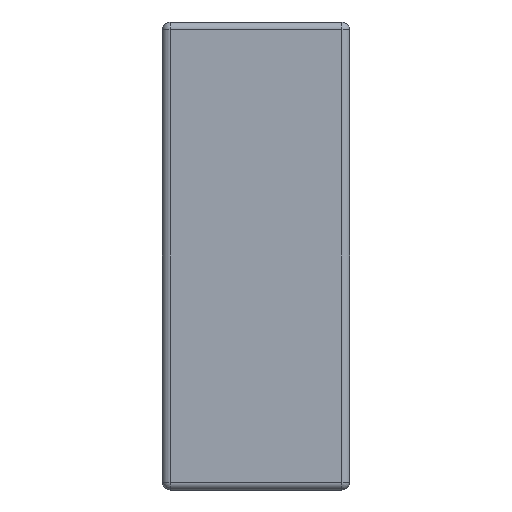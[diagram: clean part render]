
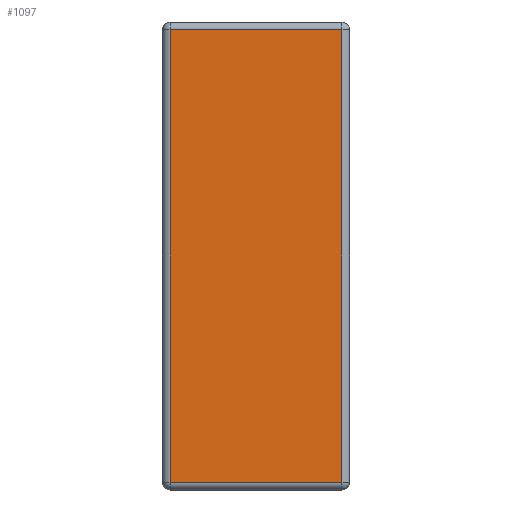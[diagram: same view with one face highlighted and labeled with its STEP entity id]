
A CAD part, left-side view. The second image highlights one B-rep face of the part: STEP entity #1097.
In plain terms, the highlighted planar face has unit normal (-1, 0, 0).
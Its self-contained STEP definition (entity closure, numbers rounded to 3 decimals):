
#390=DIRECTION('',(0.,1.,0.));
#391=VECTOR('',#390,11.);
#392=CARTESIAN_POINT('',(0.,-5.5,14.5));
#393=LINE('',#392,#391);
#397=DIRECTION('',(0.,0.,-1.));
#398=VECTOR('',#397,29.);
#399=CARTESIAN_POINT('',(0.,-5.5,14.5));
#400=LINE('',#399,#398);
#404=DIRECTION('',(0.,-1.,0.));
#405=VECTOR('',#404,11.);
#406=CARTESIAN_POINT('',(0.,5.5,-14.5));
#407=LINE('',#406,#405);
#411=DIRECTION('',(0.,0.,1.));
#412=VECTOR('',#411,29.);
#413=CARTESIAN_POINT('',(0.,5.5,-14.5));
#414=LINE('',#413,#412);
#694=CARTESIAN_POINT('',(0.,5.5,14.5));
#695=VERTEX_POINT('',#694);
#696=CARTESIAN_POINT('',(0.,-5.5,14.5));
#697=VERTEX_POINT('',#696);
#716=CARTESIAN_POINT('',(0.,5.5,-14.5));
#717=VERTEX_POINT('',#716);
#720=CARTESIAN_POINT('',(0.,-5.5,-14.5));
#721=VERTEX_POINT('',#720);
#1084=CARTESIAN_POINT('',(0.,-6.,-15.));
#1085=DIRECTION('',(-1.,0.,0.));
#1086=DIRECTION('',(0.,0.,1.));
#1087=AXIS2_PLACEMENT_3D('',#1084,#1085,#1086);
#1088=PLANE('',#1087);
#1089=ORIENTED_EDGE('',*,*,#1075,.F.);
#1090=ORIENTED_EDGE('',*,*,#842,.T.);
#1092=ORIENTED_EDGE('',*,*,#1091,.F.);
#1094=ORIENTED_EDGE('',*,*,#1093,.T.);
#1095=EDGE_LOOP('',(#1089,#1090,#1092,#1094));
#1096=FACE_OUTER_BOUND('',#1095,.F.);
#1097=ADVANCED_FACE('',(#1096),#1088,.T.);
#842=EDGE_CURVE('',#697,#721,#400,.T.);
#1075=EDGE_CURVE('',#697,#695,#393,.T.);
#1091=EDGE_CURVE('',#717,#721,#407,.T.);
#1093=EDGE_CURVE('',#717,#695,#414,.T.);
